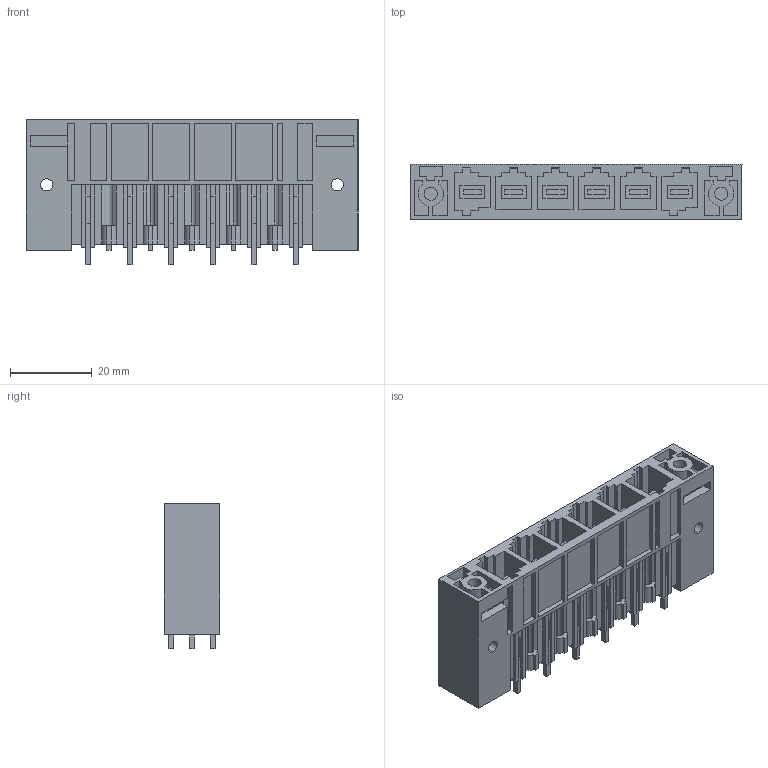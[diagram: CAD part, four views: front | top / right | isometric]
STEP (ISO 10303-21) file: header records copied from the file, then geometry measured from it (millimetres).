
FILE_DESCRIPTION(('CATIA V5 STEP Exchange','CAx-IF Rec.Pracs.--- Model Styling and Organization---1.2---2011-12-15'),'2;1');
FILE_NAME ('D1457518_0_1850920000_1850920000.stp','2018-03-12T13:24:59+00:00',('none'),('Weidmueller'),'CATIA Version 5-6 Release 2014','CATIA V5 STEP AP214','none');
FILE_SCHEMA(('AUTOMOTIVE_DESIGN { 1 0 10303 214 1 1 1 1 }'));
Length unit declared in the file: millimetre
Products named in the file (1): 1850920000
Bounding box: 81.28 x 13.6 x 35.5 mm (x, y, z)
Volume: 20323 mm3; surface area: 22384.9 mm2
Topology: 7 solids, 7 shells, 760 faces, 2171 edges, 1458 vertices
Faces by surface type: plane 703, cylinder 57
Entity records: 23567 total; most frequent: ORIENTED_EDGE 4342, CARTESIAN_POINT 4125, DIRECTION 3110, EDGE_CURVE 2171, VECTOR 2048, LINE 2048, VERTEX_POINT 1458, EDGE_LOOP 819
